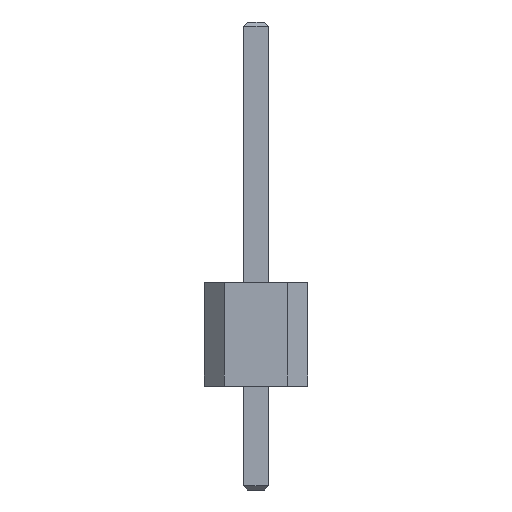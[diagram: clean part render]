
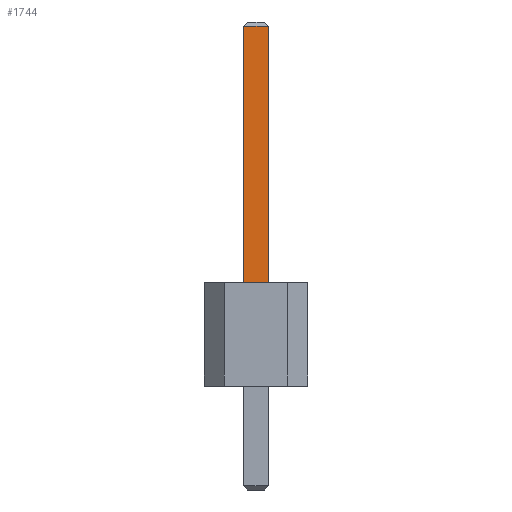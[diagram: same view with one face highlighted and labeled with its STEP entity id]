
A CAD part, left-side view. The second image highlights one B-rep face of the part: STEP entity #1744.
In plain terms, the highlighted planar face has unit normal (-1, 0, 0).
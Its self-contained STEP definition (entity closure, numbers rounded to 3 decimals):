
#4 = CARTESIAN_POINT ( 'NONE',  ( -0.3, 0., 2.54 ) ) ;
#233 = LINE ( 'NONE', #6277, #6130 ) ;
#811 = CARTESIAN_POINT ( 'NONE',  ( -0.3, -0.3, 8.9 ) ) ;
#1215 = VERTEX_POINT ( 'NONE', #5943 ) ;
#1221 = FACE_OUTER_BOUND ( 'NONE', #8143, .T. ) ;
#1341 = ORIENTED_EDGE ( 'NONE', *, *, #4767, .T. ) ;
#1381 = VECTOR ( 'NONE', #8007, 1000. ) ;
#1385 = PLANE ( 'NONE',  #7214 ) ;
#1744 = ADVANCED_FACE ( 'NONE', ( #1221 ), #1385, .F. ) ;
#2161 = DIRECTION ( 'NONE',  ( 0., 0., -1. ) ) ;
#2703 = EDGE_CURVE ( 'NONE', #5226, #1215, #233, .T. ) ;
#2922 = DIRECTION ( 'NONE',  ( 0., 0., 1. ) ) ;
#3052 = LINE ( 'NONE', #4, #5719 ) ;
#3376 = DIRECTION ( 'NONE',  ( 1., 0., 0. ) ) ;
#3596 = VERTEX_POINT ( 'NONE', #7486 ) ;
#3935 = DIRECTION ( 'NONE',  ( 0., 0., -1. ) ) ;
#4185 = LINE ( 'NONE', #811, #5122 ) ;
#4192 = LINE ( 'NONE', #6750, #1381 ) ;
#4435 = ORIENTED_EDGE ( 'NONE', *, *, #4934, .T. ) ;
#4531 = ORIENTED_EDGE ( 'NONE', *, *, #5418, .F. ) ;
#4767 = EDGE_CURVE ( 'NONE', #5226, #8337, #3052, .T. ) ;
#4934 = EDGE_CURVE ( 'NONE', #3596, #1215, #4192, .T. ) ;
#5004 = CARTESIAN_POINT ( 'NONE',  ( -0.3, -0.3, 2.54 ) ) ;
#5122 = VECTOR ( 'NONE', #2161, 1000. ) ;
#5128 = CARTESIAN_POINT ( 'NONE',  ( -0.3, 0.3, 2.54 ) ) ;
#5151 = ORIENTED_EDGE ( 'NONE', *, *, #2703, .F. ) ;
#5226 = VERTEX_POINT ( 'NONE', #5128 ) ;
#5418 = EDGE_CURVE ( 'NONE', #3596, #8337, #4185, .T. ) ;
#5719 = VECTOR ( 'NONE', #7809, 1000. ) ;
#5943 = CARTESIAN_POINT ( 'NONE',  ( -0.3, 0.3, 8.8 ) ) ;
#6130 = VECTOR ( 'NONE', #2922, 1000. ) ;
#6277 = CARTESIAN_POINT ( 'NONE',  ( -0.3, 0.3, 8.9 ) ) ;
#6625 = CARTESIAN_POINT ( 'NONE',  ( -0.3, 0., 0. ) ) ;
#6750 = CARTESIAN_POINT ( 'NONE',  ( -0.3, 0., 8.8 ) ) ;
#7214 = AXIS2_PLACEMENT_3D ( 'NONE', #6625, #3376, #3935 ) ;
#7486 = CARTESIAN_POINT ( 'NONE',  ( -0.3, -0.3, 8.8 ) ) ;
#7809 = DIRECTION ( 'NONE',  ( 0., -1., 0. ) ) ;
#8007 = DIRECTION ( 'NONE',  ( 0., 1., 0. ) ) ;
#8143 = EDGE_LOOP ( 'NONE', ( #4531, #4435, #5151, #1341 ) ) ;
#8337 = VERTEX_POINT ( 'NONE', #5004 ) ;
